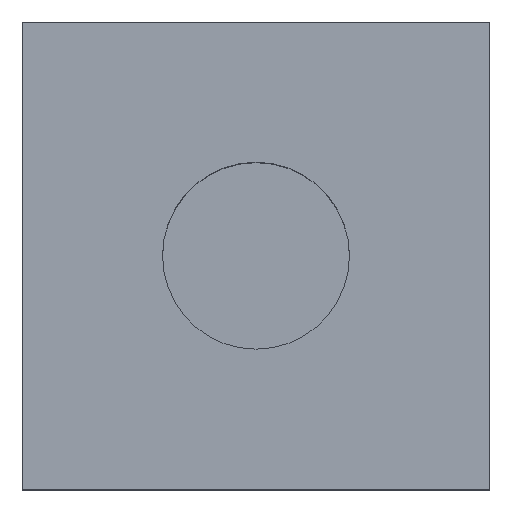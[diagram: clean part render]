
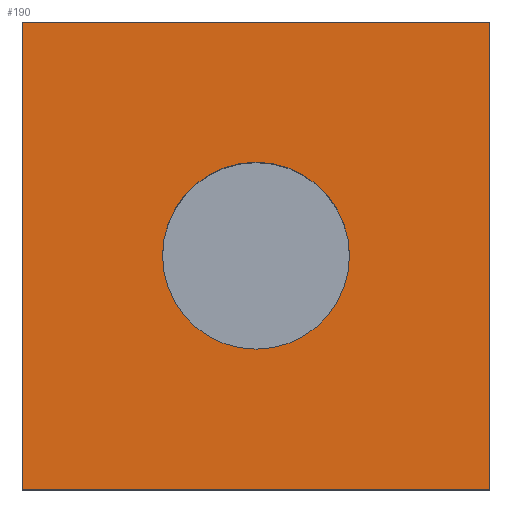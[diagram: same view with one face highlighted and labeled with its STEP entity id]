
A CAD part, top view. The second image highlights one B-rep face of the part: STEP entity #190.
In plain terms, the highlighted planar face has unit normal (0, 0, 1).
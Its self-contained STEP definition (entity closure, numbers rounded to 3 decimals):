
#33=DIRECTION('',(1.,0.,0.));
#34=VECTOR('',#33,10.);
#35=CARTESIAN_POINT('',(0.,0.,8.));
#36=LINE('',#35,#34);
#37=DIRECTION('',(0.,-1.,0.));
#38=VECTOR('',#37,10.);
#39=CARTESIAN_POINT('',(0.,10.,8.));
#40=LINE('',#39,#38);
#41=DIRECTION('',(-1.,0.,0.));
#42=VECTOR('',#41,10.);
#43=CARTESIAN_POINT('',(10.,10.,8.));
#44=LINE('',#43,#42);
#45=DIRECTION('',(0.,1.,0.));
#46=VECTOR('',#45,10.);
#47=CARTESIAN_POINT('',(10.,0.,8.));
#48=LINE('',#47,#46);
#49=CARTESIAN_POINT('',(5.,5.,8.));
#50=DIRECTION('',(0.,0.,1.));
#51=DIRECTION('',(0.,-1.,0.));
#52=AXIS2_PLACEMENT_3D('',#49,#50,#51);
#54=CARTESIAN_POINT('',(5.,5.,8.));
#55=DIRECTION('',(0.,0.,1.));
#56=DIRECTION('',(0.,1.,0.));
#57=AXIS2_PLACEMENT_3D('',#54,#55,#56);
#85=CARTESIAN_POINT('',(0.,0.,8.));
#86=CARTESIAN_POINT('',(10.,0.,8.));
#87=VERTEX_POINT('',#85);
#88=VERTEX_POINT('',#86);
#89=CARTESIAN_POINT('',(10.,10.,8.));
#90=VERTEX_POINT('',#89);
#91=CARTESIAN_POINT('',(0.,10.,8.));
#92=VERTEX_POINT('',#91);
#97=CARTESIAN_POINT('',(5.,3.,8.));
#98=CARTESIAN_POINT('',(5.,7.,8.));
#99=VERTEX_POINT('',#97);
#100=VERTEX_POINT('',#98);
#173=CARTESIAN_POINT('',(0.,0.,8.));
#174=DIRECTION('',(0.,0.,1.));
#175=DIRECTION('',(1.,0.,0.));
#176=AXIS2_PLACEMENT_3D('',#173,#174,#175);
#177=PLANE('',#176);
#178=ORIENTED_EDGE('',*,*,#125,.F.);
#179=ORIENTED_EDGE('',*,*,#140,.F.);
#180=ORIENTED_EDGE('',*,*,#154,.F.);
#181=ORIENTED_EDGE('',*,*,#167,.F.);
#182=EDGE_LOOP('',(#178,#179,#180,#181));
#183=FACE_OUTER_BOUND('',#182,.F.);
#185=ORIENTED_EDGE('',*,*,#184,.T.);
#187=ORIENTED_EDGE('',*,*,#186,.T.);
#188=EDGE_LOOP('',(#185,#187));
#189=FACE_BOUND('',#188,.F.);
#53=CIRCLE('',#52,2.);
#58=CIRCLE('',#57,2.);
#125=EDGE_CURVE('',#87,#88,#36,.T.);
#140=EDGE_CURVE('',#92,#87,#40,.T.);
#154=EDGE_CURVE('',#90,#92,#44,.T.);
#167=EDGE_CURVE('',#88,#90,#48,.T.);
#184=EDGE_CURVE('',#99,#100,#53,.T.);
#186=EDGE_CURVE('',#100,#99,#58,.T.);
#190=ADVANCED_FACE('',(#183,#189),#177,.T.);
